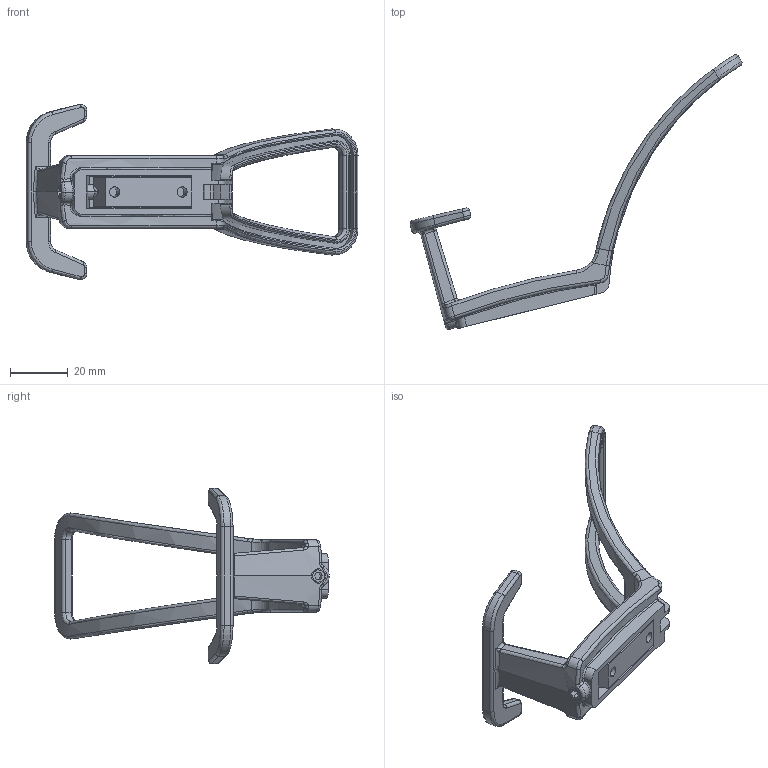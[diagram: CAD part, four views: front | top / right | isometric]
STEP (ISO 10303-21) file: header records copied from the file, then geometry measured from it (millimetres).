
FILE_DESCRIPTION(('Creo Elements/Direct Modeling STEP Export'),'2;1');
FILE_NAME('2654.stp','2024-06-24T 8:04:54',(''),(''),'Creo Elements/Direct Modeling STEP processor for AP214 (Solid Model)','Creo Elements/Direct Modeling 20.0 12-Nov-2016 (C) Parametric Technology GmbH','');
FILE_SCHEMA(('AUTOMOTIVE_DESIGN { 1 0 10303 214 1 1 1 1 }'));
Products named in the file (5): ZN-12182; D914M5X14S1; Montageteil; ZN-12073; ZN-12065
Assembly tree (4 placements, depth 3):
  ZN-12065
    ZN-12073
      Montageteil
    D914M5X14S1
    ZN-12182
Bounding box: 114.54 x 94.76 x 60.49 mm (x, y, z)
Volume: 19543.4 mm3; surface area: 15143.7 mm2
Topology: 3 solids, 3 shells, 667 faces, 1810 edges, 1159 vertices
Faces by surface type: plane 442, bspline 119, cylinder 80, cone 14, torus 10, extrusion 2
Entity records: 42003 total; most frequent: CARTESIAN_POINT 25860, ORIENTED_EDGE 3612, DIRECTION 3224, EDGE_CURVE 1806, AXIS2_PLACEMENT_3D 1279, VERTEX_POINT 1159, EDGE_LOOP 689, FACE_OUTER_BOUND 667
